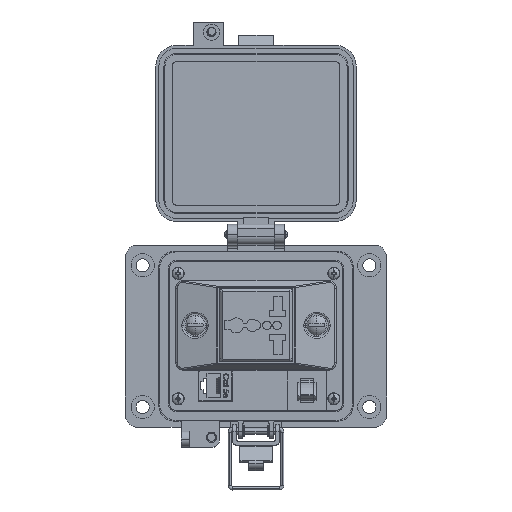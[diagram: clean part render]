
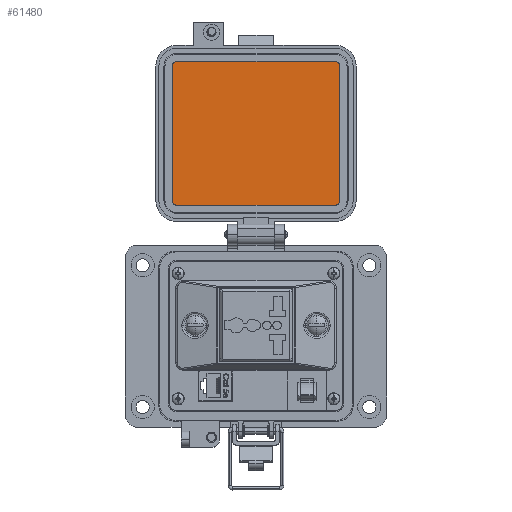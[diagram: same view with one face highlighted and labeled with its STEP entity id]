
A CAD part, top view. The second image highlights one B-rep face of the part: STEP entity #61480.
In plain terms, the highlighted planar face has unit normal (0, 0, 1).
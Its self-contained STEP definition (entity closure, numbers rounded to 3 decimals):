
#377 = CARTESIAN_POINT ( 'NONE',  ( -44.769, 60.004, 19.202 ) ) ;
#2014 = CARTESIAN_POINT ( 'NONE',  ( 38.212, 93.196, 19.202 ) ) ;
#2704 = ORIENTED_EDGE ( 'NONE', *, *, #12157, .F. ) ;
#4367 = CIRCLE ( 'NONE', #43240, 2.299 ) ;
#5148 = DIRECTION ( 'NONE',  ( 0., -1., 0. ) ) ;
#5417 = AXIS2_PLACEMENT_3D ( 'NONE', #57240, #19025, #41252 ) ;
#7384 = CARTESIAN_POINT ( 'NONE',  ( 35.912, 57.705, 19.202 ) ) ;
#7447 = DIRECTION ( 'NONE',  ( 0., 0., -1. ) ) ;
#9580 = AXIS2_PLACEMENT_3D ( 'NONE', #46873, #20475, #5148 ) ;
#12157 = EDGE_CURVE ( 'NONE', #53447, #32065, #20854, .T. ) ;
#13016 = VECTOR ( 'NONE', #34614, 1000. ) ;
#13235 = ORIENTED_EDGE ( 'NONE', *, *, #34150, .F. ) ;
#15411 = VERTEX_POINT ( 'NONE', #47065 ) ;
#16166 = VERTEX_POINT ( 'NONE', #16627 ) ;
#16627 = CARTESIAN_POINT ( 'NONE',  ( 38.212, 126.389, 19.202 ) ) ;
#17738 = DIRECTION ( 'NONE',  ( 1., 0., 0. ) ) ;
#18423 = EDGE_CURVE ( 'NONE', #68556, #32081, #4367, .T. ) ;
#19025 = DIRECTION ( 'NONE',  ( 0., 0., 1. ) ) ;
#20298 = CARTESIAN_POINT ( 'NONE',  ( -42.469, 126.389, 19.202 ) ) ;
#20475 = DIRECTION ( 'NONE',  ( 0., 0., -1. ) ) ;
#20527 = CARTESIAN_POINT ( 'NONE',  ( -3.279, 128.688, 19.202 ) ) ;
#20854 = LINE ( 'NONE', #20527, #25434 ) ;
#24301 = CARTESIAN_POINT ( 'NONE',  ( -42.469, 60.004, 19.202 ) ) ;
#25434 = VECTOR ( 'NONE', #36180, 1000. ) ;
#25479 = CIRCLE ( 'NONE', #52121, 2.299 ) ;
#25530 = LINE ( 'NONE', #42531, #53805 ) ;
#26454 = ORIENTED_EDGE ( 'NONE', *, *, #33998, .F. ) ;
#27520 = ORIENTED_EDGE ( 'NONE', *, *, #47747, .F. ) ;
#29042 = LINE ( 'NONE', #61013, #13016 ) ;
#29183 = DIRECTION ( 'NONE',  ( 0., 0., -1. ) ) ;
#29294 = CARTESIAN_POINT ( 'NONE',  ( -42.469, 128.688, 19.202 ) ) ;
#32016 = CARTESIAN_POINT ( 'NONE',  ( 35.912, 128.688, 19.202 ) ) ;
#32065 = VERTEX_POINT ( 'NONE', #32016 ) ;
#32081 = VERTEX_POINT ( 'NONE', #377 ) ;
#33998 = EDGE_CURVE ( 'NONE', #32065, #16166, #25479, .T. ) ;
#34028 = DIRECTION ( 'NONE',  ( 0., -1., 0. ) ) ;
#34150 = EDGE_CURVE ( 'NONE', #15411, #53447, #37707, .T. ) ;
#34570 = DIRECTION ( 'NONE',  ( 1., 0., 0. ) ) ;
#34614 = DIRECTION ( 'NONE',  ( 0., 1., 0. ) ) ;
#34836 = ORIENTED_EDGE ( 'NONE', *, *, #41863, .F. ) ;
#36180 = DIRECTION ( 'NONE',  ( 1., 0., 0. ) ) ;
#36264 = CIRCLE ( 'NONE', #9580, 2.299 ) ;
#37283 = EDGE_CURVE ( 'NONE', #42755, #68556, #25530, .T. ) ;
#37707 = CIRCLE ( 'NONE', #46563, 2.299 ) ;
#40220 = PLANE ( 'NONE',  #5417 ) ;
#41252 = DIRECTION ( 'NONE',  ( -1., 0., 0. ) ) ;
#41480 = DIRECTION ( 'NONE',  ( 0., -1., 0. ) ) ;
#41863 = EDGE_CURVE ( 'NONE', #58503, #42755, #36264, .T. ) ;
#42531 = CARTESIAN_POINT ( 'NONE',  ( -3.279, 57.705, 19.202 ) ) ;
#42755 = VERTEX_POINT ( 'NONE', #7384 ) ;
#43240 = AXIS2_PLACEMENT_3D ( 'NONE', #24301, #29183, #17738 ) ;
#44638 = CARTESIAN_POINT ( 'NONE',  ( 35.912, 126.389, 19.202 ) ) ;
#45655 = ORIENTED_EDGE ( 'NONE', *, *, #58871, .F. ) ;
#45788 = CARTESIAN_POINT ( 'NONE',  ( 38.212, 60.004, 19.202 ) ) ;
#46563 = AXIS2_PLACEMENT_3D ( 'NONE', #20298, #63352, #41480 ) ;
#46873 = CARTESIAN_POINT ( 'NONE',  ( 35.912, 60.004, 19.202 ) ) ;
#47065 = CARTESIAN_POINT ( 'NONE',  ( -44.769, 126.389, 19.202 ) ) ;
#47747 = EDGE_CURVE ( 'NONE', #16166, #58503, #54861, .T. ) ;
#48021 = CARTESIAN_POINT ( 'NONE',  ( -42.469, 57.705, 19.202 ) ) ;
#50459 = EDGE_LOOP ( 'NONE', ( #34836, #27520, #26454, #2704, #13235, #45655, #66355, #67126 ) ) ;
#51164 = VECTOR ( 'NONE', #34028, 1000. ) ;
#52012 = FACE_OUTER_BOUND ( 'NONE', #50459, .T. ) ;
#52121 = AXIS2_PLACEMENT_3D ( 'NONE', #44638, #7447, #34570 ) ;
#53447 = VERTEX_POINT ( 'NONE', #29294 ) ;
#53805 = VECTOR ( 'NONE', #63043, 1000. ) ;
#54861 = LINE ( 'NONE', #2014, #51164 ) ;
#57240 = CARTESIAN_POINT ( 'NONE',  ( 39.871, 130.108, 19.202 ) ) ;
#58503 = VERTEX_POINT ( 'NONE', #45788 ) ;
#58871 = EDGE_CURVE ( 'NONE', #32081, #15411, #29042, .T. ) ;
#61013 = CARTESIAN_POINT ( 'NONE',  ( -44.769, 93.196, 19.202 ) ) ;
#61480 = ADVANCED_FACE ( 'NONE', ( #52012 ), #40220, .T. ) ;
#63043 = DIRECTION ( 'NONE',  ( -1., 0., 0. ) ) ;
#63352 = DIRECTION ( 'NONE',  ( 0., 0., -1. ) ) ;
#66355 = ORIENTED_EDGE ( 'NONE', *, *, #18423, .F. ) ;
#67126 = ORIENTED_EDGE ( 'NONE', *, *, #37283, .F. ) ;
#68556 = VERTEX_POINT ( 'NONE', #48021 ) ;
